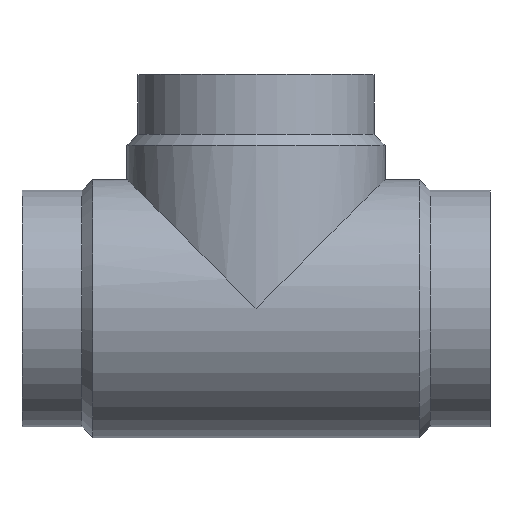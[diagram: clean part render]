
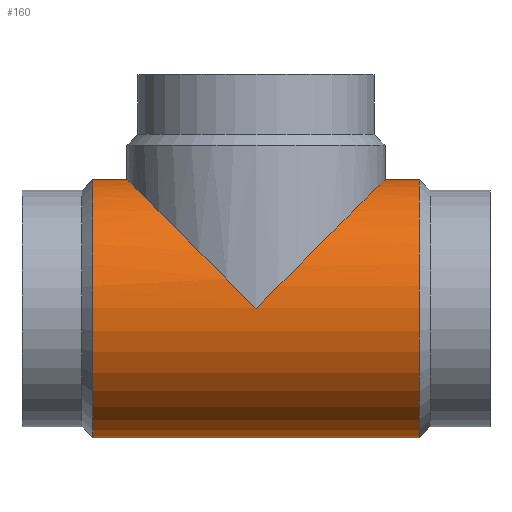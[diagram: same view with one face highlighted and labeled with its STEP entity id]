
A CAD part, top view. The second image highlights one B-rep face of the part: STEP entity #160.
In plain terms, the highlighted cylindrical face has radius 122.75 mm (diameter 245.5 mm), a partial arc.
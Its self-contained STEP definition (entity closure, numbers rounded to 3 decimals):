
#138 = VERTEX_POINT( '', #378 );
#160 = ADVANCED_FACE( '', ( #405 ), #406, .T. );
#184 = EDGE_CURVE( '', #138, #198, #434, .T. );
#194 = EDGE_CURVE( '', #294, #254, #445, .T. );
#198 = VERTEX_POINT( '', #449 );
#230 = EDGE_CURVE( '', #294, #334, #483, .T. );
#234 = VERTEX_POINT( '', #489 );
#240 = EDGE_CURVE( '', #234, #138, #495, .T. );
#254 = VERTEX_POINT( '', #510 );
#278 = VERTEX_POINT( '', #536 );
#294 = VERTEX_POINT( '', #555 );
#304 = EDGE_CURVE( '', #254, #234, #566, .T. );
#334 = VERTEX_POINT( '', #598 );
#352 = EDGE_CURVE( '', #198, #278, #619, .T. );
#354 = EDGE_CURVE( '', #278, #334, #621, .T. );
#378 = CARTESIAN_POINT( '', ( -99.75, 122.75, 0. ) );
#405 = FACE_OUTER_BOUND( '', #669, .T. );
#406 = CYLINDRICAL_SURFACE( '', #670, 122.75 );
#434 = ELLIPSE( '', #703, 173.595, 122.75 );
#445 = LINE( '', #717, #718 );
#449 = CARTESIAN_POINT( '', ( -222.5, 0., 122.75 ) );
#483 = CIRCLE( '', #771, 122.75 );
#489 = CARTESIAN_POINT( '', ( -67.25, 122.75, 0. ) );
#495 = LINE( '', #786, #787 );
#510 = CARTESIAN_POINT( '', ( -67.25, -122.75, 0. ) );
#536 = CARTESIAN_POINT( '', ( -345.25, 122.75, 0. ) );
#555 = CARTESIAN_POINT( '', ( -377.75, -122.75, 0. ) );
#566 = CIRCLE( '', #881, 122.75 );
#598 = CARTESIAN_POINT( '', ( -377.75, 122.75, 0. ) );
#619 = ELLIPSE( '', #948, 173.595, 122.75 );
#621 = LINE( '', #951, #952 );
#669 = EDGE_LOOP( '', ( #1005, #1006, #1007, #1008, #1009, #1010, #1011 ) );
#670 = AXIS2_PLACEMENT_3D( '', #1012, #1013, #1014 );
#703 = AXIS2_PLACEMENT_3D( '', #1051, #1052, #1053 );
#717 = CARTESIAN_POINT( '', ( -222.5, -122.75, 0. ) );
#718 = VECTOR( '', #1066, 1. );
#771 = AXIS2_PLACEMENT_3D( '', #1102, #1103, #1104 );
#786 = CARTESIAN_POINT( '', ( -222.5, 122.75, 0. ) );
#787 = VECTOR( '', #1119, 1. );
#881 = AXIS2_PLACEMENT_3D( '', #1204, #1205, #1206 );
#948 = AXIS2_PLACEMENT_3D( '', #1279, #1280, #1281 );
#951 = CARTESIAN_POINT( '', ( -222.5, 122.75, 0. ) );
#952 = VECTOR( '', #1282, 1. );
#1005 = ORIENTED_EDGE( '', *, *, #240, .T. );
#1006 = ORIENTED_EDGE( '', *, *, #184, .T. );
#1007 = ORIENTED_EDGE( '', *, *, #352, .T. );
#1008 = ORIENTED_EDGE( '', *, *, #354, .T. );
#1009 = ORIENTED_EDGE( '', *, *, #230, .F. );
#1010 = ORIENTED_EDGE( '', *, *, #194, .T. );
#1011 = ORIENTED_EDGE( '', *, *, #304, .T. );
#1012 = CARTESIAN_POINT( '', ( -222.5, 0., 0. ) );
#1013 = DIRECTION( '', ( 1., 0., 0. ) );
#1014 = DIRECTION( '', ( 0., 1., 0. ) );
#1051 = CARTESIAN_POINT( '', ( -222.5, 0., 0. ) );
#1052 = DIRECTION( '', ( 0.707, -0.707, 0. ) );
#1053 = DIRECTION( '', ( 0.707, 0.707, 0. ) );
#1066 = DIRECTION( '', ( 1., 0., 0. ) );
#1102 = CARTESIAN_POINT( '', ( -377.75, 0., 0. ) );
#1103 = DIRECTION( '', ( -1., 0., 0. ) );
#1104 = DIRECTION( '', ( 0., 1., 0. ) );
#1119 = DIRECTION( '', ( -1., 0., 0. ) );
#1204 = CARTESIAN_POINT( '', ( -67.25, 0., 0. ) );
#1205 = DIRECTION( '', ( -1., 0., 0. ) );
#1206 = DIRECTION( '', ( 0., 1., 0. ) );
#1279 = CARTESIAN_POINT( '', ( -222.5, 0., 0. ) );
#1280 = DIRECTION( '', ( -0.707, -0.707, 0. ) );
#1281 = DIRECTION( '', ( 0.707, -0.707, 0. ) );
#1282 = DIRECTION( '', ( -1., 0., 0. ) );
